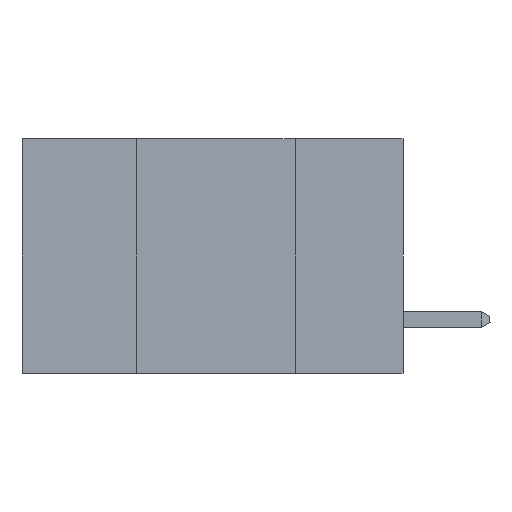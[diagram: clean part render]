
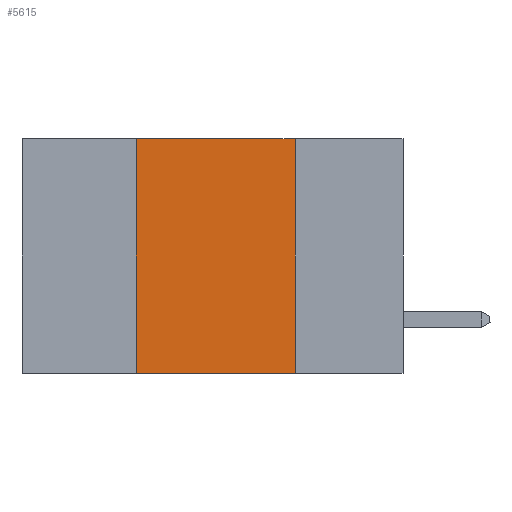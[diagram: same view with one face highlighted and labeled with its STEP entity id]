
A CAD part, left-side view. The second image highlights one B-rep face of the part: STEP entity #5615.
In plain terms, the highlighted planar face has unit normal (-1, 0, 0).
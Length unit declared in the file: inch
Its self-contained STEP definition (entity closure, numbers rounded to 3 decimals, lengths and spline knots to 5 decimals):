
#501 = DIRECTION ( 'NONE',  ( 0., 0., -1. ) ) ;
#509 = CARTESIAN_POINT ( 'NONE',  ( 0., 0.17, 0. ) ) ;
#946 = CARTESIAN_POINT ( 'NONE',  ( 0., 0.42, -0.37 ) ) ;
#2033 = ORIENTED_EDGE ( 'NONE', *, *, #17533, .F. ) ;
#2456 = VECTOR ( 'NONE', #11142, 39.37008 ) ;
#3572 = ORIENTED_EDGE ( 'NONE', *, *, #11235, .F. ) ;
#3672 = LINE ( 'NONE', #11392, #15737 ) ;
#4318 = DIRECTION ( 'NONE',  ( 0., -1., 0. ) ) ;
#4916 = ORIENTED_EDGE ( 'NONE', *, *, #10069, .F. ) ;
#4920 = CARTESIAN_POINT ( 'NONE',  ( 0., 0.17, 0. ) ) ;
#5021 = EDGE_LOOP ( 'NONE', ( #4916, #3572, #2033, #11814 ) ) ;
#5615 = ADVANCED_FACE ( 'NONE', ( #6569 ), #13010, .F. ) ;
#5669 = CARTESIAN_POINT ( 'NONE',  ( 0., 0.42, 0. ) ) ;
#6074 = DIRECTION ( 'NONE',  ( 1., 0., 0. ) ) ;
#6383 = LINE ( 'NONE', #509, #11169 ) ;
#6569 = FACE_OUTER_BOUND ( 'NONE', #5021, .T. ) ;
#6826 = VERTEX_POINT ( 'NONE', #17487 ) ;
#7735 = CARTESIAN_POINT ( 'NONE',  ( 0., 0.6, -0.37 ) ) ;
#8923 = CARTESIAN_POINT ( 'NONE',  ( 0., 0.6, 0. ) ) ;
#9536 = VECTOR ( 'NONE', #17750, 39.37008 ) ;
#10069 = EDGE_CURVE ( 'NONE', #11313, #16717, #6383, .T. ) ;
#10569 = VERTEX_POINT ( 'NONE', #946 ) ;
#11142 = DIRECTION ( 'NONE',  ( 0., 0., 1. ) ) ;
#11169 = VECTOR ( 'NONE', #13614, 39.37008 ) ;
#11235 = EDGE_CURVE ( 'NONE', #6826, #11313, #3672, .T. ) ;
#11313 = VERTEX_POINT ( 'NONE', #4920 ) ;
#11392 = CARTESIAN_POINT ( 'NONE',  ( 0., 0.6, 0. ) ) ;
#11770 = AXIS2_PLACEMENT_3D ( 'NONE', #8923, #6074, #501 ) ;
#11814 = ORIENTED_EDGE ( 'NONE', *, *, #15581, .T. ) ;
#12377 = LINE ( 'NONE', #7735, #9536 ) ;
#12933 = CARTESIAN_POINT ( 'NONE',  ( 0., 0.17, -0.37 ) ) ;
#13010 = PLANE ( 'NONE',  #11770 ) ;
#13614 = DIRECTION ( 'NONE',  ( 0., 0., -1. ) ) ;
#14060 = LINE ( 'NONE', #5669, #2456 ) ;
#15581 = EDGE_CURVE ( 'NONE', #10569, #16717, #12377, .T. ) ;
#15737 = VECTOR ( 'NONE', #4318, 39.37008 ) ;
#16717 = VERTEX_POINT ( 'NONE', #12933 ) ;
#17487 = CARTESIAN_POINT ( 'NONE',  ( 0., 0.42, 0. ) ) ;
#17533 = EDGE_CURVE ( 'NONE', #10569, #6826, #14060, .T. ) ;
#17750 = DIRECTION ( 'NONE',  ( 0., -1., 0. ) ) ;
